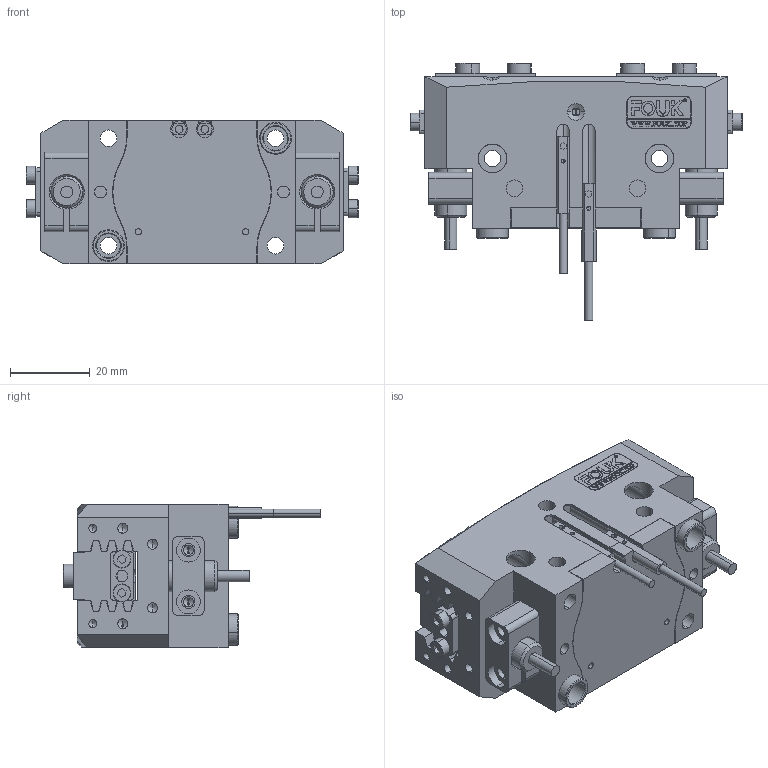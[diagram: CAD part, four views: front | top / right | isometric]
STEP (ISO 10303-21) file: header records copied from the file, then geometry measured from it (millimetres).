
FILE_DESCRIPTION (( 'STEP AP203' ), '1' );
FILE_NAME ('FR28-76-S.STEP', '2025-05-06T06:53:36', ( 'USER-' ), ( 'Microsoft' ), 'SwSTEP 2.0', 'SolidWorks 2018', '' );
FILE_SCHEMA (( 'CONFIG_CONTROL_DESIGN' ));
Length unit declared in the file: millimetre
Products named in the file (16): TRT-28-76-M-05 菁裔啣; 揤輸蚾饜极; ﾏ擎ﾗ6｡ﾁ4｡ﾁ5; TRT-28-76-M-01 褲极; 棠羲換覜ん; TRT-28-76-M-06 笢猾啣; 揤輸; 苤覜聆假蚾璃; 电容传感器8x18接近开关; P-GS-T-01 諉輪羲壽標厥釱; 内六角圆柱头螺钉[GBT70_1-2008][M2.5×8]_M2.5×8; FR-28-76-S-02 賑輸; ﾏ擎ﾗ8｡ﾁ6｡ﾁ6; 16x8-R1.5-0.4; FR28-76-S; 揤輸杅耀.sldasm-Part-9
Assembly tree (26 placements, depth 3):
  FR28-76-S
    TRT-28-76-M-01 褲极
    TRT-28-76-M-05 菁裔啣
    TRT-28-76-M-06 笢猾啣
    P-GS-T-01 諉輪羲壽標厥釱  x2
    电容传感器8x18接近开关  x2
    棠羲換覜ん  x2
    16x8-R1.5-0.4
    ﾏ擎ﾗ6｡ﾁ4｡ﾁ5  x4
    揤輸
      揤輸杅耀.sldasm-Part-9
      内六角圆柱头螺钉[GBT70_1-2008][M2.5×8]_M2.5×8  x2
    揤輸蚾饜极
      内六角圆柱头螺钉[GBT70_1-2008][M2.5×8]_M2.5×8  x2
      苤覜聆假蚾璃
    FR-28-76-S-02 賑輸  x2
    ﾏ擎ﾗ8｡ﾁ6｡ﾁ6  x2
Bounding box: 83.5 x 64.84 x 36 mm (x, y, z)
Volume: 83742.9 mm3; surface area: 41389.1 mm2
Topology: 24 solids, 30 shells, 1274 faces, 3297 edges, 2106 vertices
Faces by surface type: plane 566, cylinder 373, cone 164, bspline 155, torus 16
Entity records: 39015 total; most frequent: CARTESIAN_POINT 12375, ORIENTED_EDGE 5312, DIRECTION 4729, EDGE_CURVE 2656, VERTEX_POINT 1744, VECTOR 1637, LINE 1637, AXIS2_PLACEMENT_3D 1546
